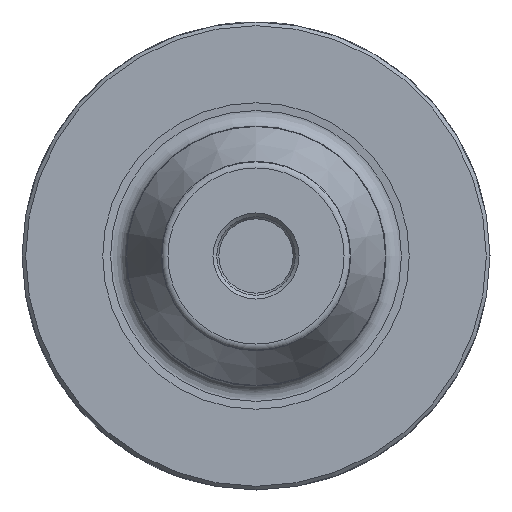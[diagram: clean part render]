
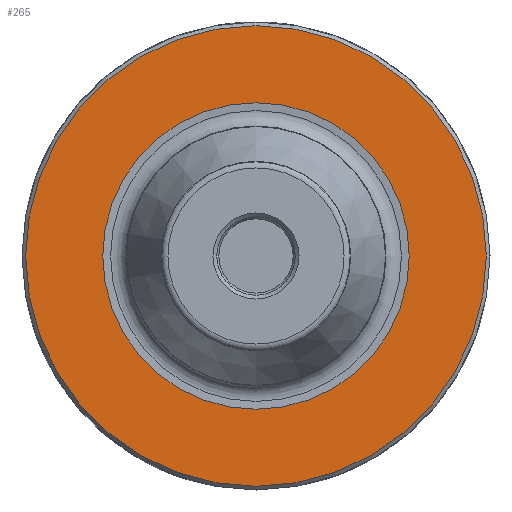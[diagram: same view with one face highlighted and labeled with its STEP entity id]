
A CAD part, left-side view. The second image highlights one B-rep face of the part: STEP entity #265.
In plain terms, the highlighted planar face has unit normal (-1, 0, 0).
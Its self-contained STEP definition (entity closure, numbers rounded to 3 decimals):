
#211=FACE_BOUND('',#389,.T.);
#212=FACE_BOUND('',#390,.T.);
#265=ADVANCED_FACE('',(#211,#212),#283,.F.);
#283=PLANE('',#825);
#389=EDGE_LOOP('',(#553));
#390=EDGE_LOOP('',(#554));
#553=ORIENTED_EDGE('',*,*,#693,.T.);
#554=ORIENTED_EDGE('',*,*,#703,.F.);
#611=VERTEX_POINT('',#1997);
#621=VERTEX_POINT('',#2027);
#693=EDGE_CURVE('',#611,#611,#720,.T.);
#703=EDGE_CURVE('',#621,#621,#730,.T.);
#720=CIRCLE('',#803,31.);
#730=CIRCLE('',#823,20.63);
#803=AXIS2_PLACEMENT_3D('',#1996,#977,#978);
#823=AXIS2_PLACEMENT_3D('',#2026,#1017,#1018);
#825=AXIS2_PLACEMENT_3D('',#2029,#1021,#1022);
#977=DIRECTION('',(-1.,0.,0.));
#978=DIRECTION('',(0.,0.,-1.));
#1017=DIRECTION('',(-1.,0.,0.));
#1018=DIRECTION('',(0.,0.,-1.));
#1021=DIRECTION('',(1.,0.,0.));
#1022=DIRECTION('',(0.,0.,-1.));
#1996=CARTESIAN_POINT('',(53.,0.,0.));
#1997=CARTESIAN_POINT('',(53.,0.,-31.));
#2026=CARTESIAN_POINT('',(53.,0.,0.));
#2027=CARTESIAN_POINT('',(53.,0.,-20.63));
#2029=CARTESIAN_POINT('',(53.,20.63,0.));
